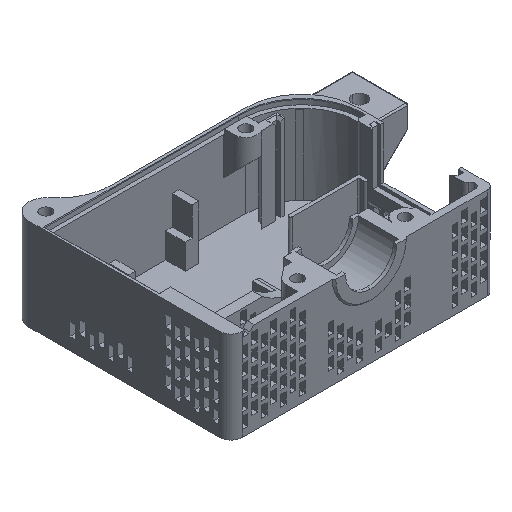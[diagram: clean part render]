
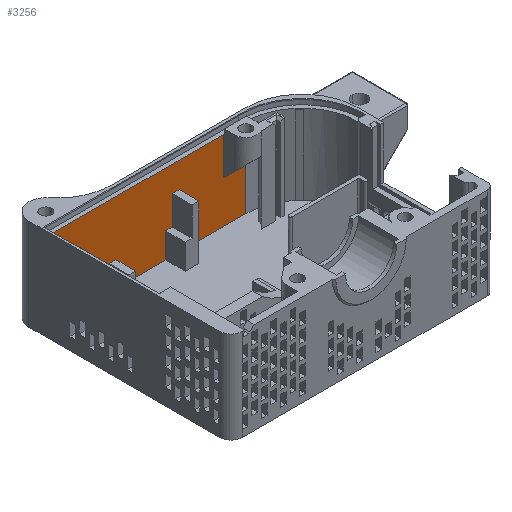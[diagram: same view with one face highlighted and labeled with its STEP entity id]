
A CAD part, isometric view. The second image highlights one B-rep face of the part: STEP entity #3256.
In plain terms, the highlighted planar face has unit normal (0, -1, 0).
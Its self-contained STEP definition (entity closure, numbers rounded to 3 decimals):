
#137 = VERTEX_POINT ( 'NONE', #5148 ) ;
#168 = EDGE_CURVE ( 'NONE', #16240, #6993, #24117, .T. ) ;
#729 = CARTESIAN_POINT ( 'NONE',  ( -26.7, 66., 0. ) ) ;
#754 = VECTOR ( 'NONE', #35051, 1000. ) ;
#799 = VERTEX_POINT ( 'NONE', #7384 ) ;
#1106 = CARTESIAN_POINT ( 'NONE',  ( -24.3, 66., -30.3 ) ) ;
#1398 = VECTOR ( 'NONE', #17142, 1000. ) ;
#1529 = LINE ( 'NONE', #20305, #22891 ) ;
#1599 = VERTEX_POINT ( 'NONE', #14669 ) ;
#1675 = ORIENTED_EDGE ( 'NONE', *, *, #14501, .F. ) ;
#1691 = VERTEX_POINT ( 'NONE', #29518 ) ;
#1818 = EDGE_CURVE ( 'NONE', #1691, #16984, #3663, .T. ) ;
#1872 = EDGE_CURVE ( 'NONE', #799, #33340, #33074, .T. ) ;
#2624 = VERTEX_POINT ( 'NONE', #2704 ) ;
#2704 = CARTESIAN_POINT ( 'NONE',  ( -4.15, 66., -21.35 ) ) ;
#2920 = ORIENTED_EDGE ( 'NONE', *, *, #4149, .T. ) ;
#3196 = FACE_OUTER_BOUND ( 'NONE', #28457, .T. ) ;
#3205 = EDGE_CURVE ( 'NONE', #137, #1691, #11520, .T. ) ;
#3256 = ADVANCED_FACE ( 'NONE', ( #3196 ), #22511, .F. ) ;
#3663 = LINE ( 'NONE', #19792, #11716 ) ;
#4149 = EDGE_CURVE ( 'NONE', #27727, #4876, #29949, .T. ) ;
#4280 = VECTOR ( 'NONE', #27815, 1000. ) ;
#4474 = CARTESIAN_POINT ( 'NONE',  ( 22., 66., -15.3 ) ) ;
#4876 = VERTEX_POINT ( 'NONE', #20169 ) ;
#5148 = CARTESIAN_POINT ( 'NONE',  ( -26.7, 66., -21.35 ) ) ;
#5226 = CARTESIAN_POINT ( 'NONE',  ( 0., 66., -30.3 ) ) ;
#5436 = LINE ( 'NONE', #19078, #33445 ) ;
#5833 = LINE ( 'NONE', #13972, #754 ) ;
#6055 = DIRECTION ( 'NONE',  ( 1., 0., 0. ) ) ;
#6143 = DIRECTION ( 'NONE',  ( 0., 0., -1. ) ) ;
#6408 = CARTESIAN_POINT ( 'NONE',  ( -46.85, 66., -1.9 ) ) ;
#6573 = VECTOR ( 'NONE', #18971, 1000. ) ;
#6751 = LINE ( 'NONE', #9570, #7077 ) ;
#6993 = VERTEX_POINT ( 'NONE', #26323 ) ;
#7077 = VECTOR ( 'NONE', #6055, 1000. ) ;
#7345 = LINE ( 'NONE', #23642, #19307 ) ;
#7384 = CARTESIAN_POINT ( 'NONE',  ( -1.75, 66., -11. ) ) ;
#7534 = LINE ( 'NONE', #5226, #10069 ) ;
#8040 = EDGE_CURVE ( 'NONE', #27727, #25337, #30086, .T. ) ;
#8555 = ORIENTED_EDGE ( 'NONE', *, *, #18827, .F. ) ;
#8797 = DIRECTION ( 'NONE',  ( 0., 0., -1. ) ) ;
#9570 = CARTESIAN_POINT ( 'NONE',  ( 0., 66., -1.9 ) ) ;
#9814 = ORIENTED_EDGE ( 'NONE', *, *, #23566, .F. ) ;
#10069 = VECTOR ( 'NONE', #10709, 1000. ) ;
#10265 = ORIENTED_EDGE ( 'NONE', *, *, #11133, .F. ) ;
#10709 = DIRECTION ( 'NONE',  ( -1., 0., 0. ) ) ;
#10807 = VECTOR ( 'NONE', #33150, 1000. ) ;
#11133 = EDGE_CURVE ( 'NONE', #24494, #2624, #16142, .T. ) ;
#11334 = DIRECTION ( 'NONE',  ( 0., 1., 0. ) ) ;
#11460 = LINE ( 'NONE', #22806, #1398 ) ;
#11477 = DIRECTION ( 'NONE',  ( 0., 0., 1. ) ) ;
#11520 = LINE ( 'NONE', #729, #4280 ) ;
#11716 = VECTOR ( 'NONE', #16784, 1000. ) ;
#11781 = ORIENTED_EDGE ( 'NONE', *, *, #24474, .T. ) ;
#11873 = LINE ( 'NONE', #31180, #33481 ) ;
#12181 = AXIS2_PLACEMENT_3D ( 'NONE', #19849, #11334, #30653 ) ;
#12311 = DIRECTION ( 'NONE',  ( -1., 0., 0. ) ) ;
#12554 = EDGE_CURVE ( 'NONE', #2624, #16240, #21719, .T. ) ;
#13496 = ORIENTED_EDGE ( 'NONE', *, *, #33412, .F. ) ;
#13554 = DIRECTION ( 'NONE',  ( -1., 0., 0. ) ) ;
#13912 = ORIENTED_EDGE ( 'NONE', *, *, #8040, .F. ) ;
#13972 = CARTESIAN_POINT ( 'NONE',  ( -44.45, 66., 0. ) ) ;
#14144 = CARTESIAN_POINT ( 'NONE',  ( -46.85, 66., 0. ) ) ;
#14185 = CARTESIAN_POINT ( 'NONE',  ( -44.45, 66., -30.3 ) ) ;
#14234 = ORIENTED_EDGE ( 'NONE', *, *, #1872, .T. ) ;
#14411 = CARTESIAN_POINT ( 'NONE',  ( 14., 66., -1.9 ) ) ;
#14501 = EDGE_CURVE ( 'NONE', #31240, #33340, #19693, .T. ) ;
#14573 = ORIENTED_EDGE ( 'NONE', *, *, #26542, .F. ) ;
#14669 = CARTESIAN_POINT ( 'NONE',  ( -24.3, 66., -21.35 ) ) ;
#16142 = LINE ( 'NONE', #18457, #34455 ) ;
#16240 = VERTEX_POINT ( 'NONE', #22955 ) ;
#16465 = VECTOR ( 'NONE', #19247, 1000. ) ;
#16784 = DIRECTION ( 'NONE',  ( -1., 0., 0. ) ) ;
#16955 = CARTESIAN_POINT ( 'NONE',  ( -1.75, 66., 0. ) ) ;
#16984 = VERTEX_POINT ( 'NONE', #14185 ) ;
#17142 = DIRECTION ( 'NONE',  ( 0., 0., 1. ) ) ;
#17660 = VERTEX_POINT ( 'NONE', #4474 ) ;
#18457 = CARTESIAN_POINT ( 'NONE',  ( -4.15, 66., 0. ) ) ;
#18827 = EDGE_CURVE ( 'NONE', #20111, #24281, #5436, .T. ) ;
#18971 = DIRECTION ( 'NONE',  ( 1., 0., 0. ) ) ;
#19078 = CARTESIAN_POINT ( 'NONE',  ( 14., 66., 0. ) ) ;
#19247 = DIRECTION ( 'NONE',  ( 1., 0., 0. ) ) ;
#19307 = VECTOR ( 'NONE', #28615, 1000. ) ;
#19693 = LINE ( 'NONE', #30491, #10807 ) ;
#19792 = CARTESIAN_POINT ( 'NONE',  ( 0., 66., -30.3 ) ) ;
#19849 = CARTESIAN_POINT ( 'NONE',  ( 0., 66., 0. ) ) ;
#20111 = VERTEX_POINT ( 'NONE', #14411 ) ;
#20133 = CARTESIAN_POINT ( 'NONE',  ( -4.15, 66., -11. ) ) ;
#20169 = CARTESIAN_POINT ( 'NONE',  ( -44.45, 66., -21.35 ) ) ;
#20305 = CARTESIAN_POINT ( 'NONE',  ( 0., 66., -15.3 ) ) ;
#20582 = EDGE_CURVE ( 'NONE', #17660, #31240, #11873, .T. ) ;
#20739 = VECTOR ( 'NONE', #13554, 1000. ) ;
#21161 = ORIENTED_EDGE ( 'NONE', *, *, #1818, .F. ) ;
#21184 = CARTESIAN_POINT ( 'NONE',  ( -46.85, 66., -21.35 ) ) ;
#21719 = LINE ( 'NONE', #27021, #20739 ) ;
#21906 = LINE ( 'NONE', #32707, #16465 ) ;
#22511 = PLANE ( 'NONE',  #12181 ) ;
#22692 = DIRECTION ( 'NONE',  ( 0., 0., -1. ) ) ;
#22806 = CARTESIAN_POINT ( 'NONE',  ( -24.3, 66., 0. ) ) ;
#22834 = CARTESIAN_POINT ( 'NONE',  ( 22., 66., -30.3 ) ) ;
#22891 = VECTOR ( 'NONE', #12311, 1000. ) ;
#22955 = CARTESIAN_POINT ( 'NONE',  ( -6.55, 66., -21.35 ) ) ;
#23374 = EDGE_CURVE ( 'NONE', #24494, #799, #21906, .T. ) ;
#23566 = EDGE_CURVE ( 'NONE', #1599, #137, #7345, .T. ) ;
#23642 = CARTESIAN_POINT ( 'NONE',  ( 0., 66., -21.35 ) ) ;
#24117 = LINE ( 'NONE', #26941, #29986 ) ;
#24187 = ORIENTED_EDGE ( 'NONE', *, *, #25332, .F. ) ;
#24281 = VERTEX_POINT ( 'NONE', #30244 ) ;
#24474 = EDGE_CURVE ( 'NONE', #17660, #24281, #1529, .T. ) ;
#24494 = VERTEX_POINT ( 'NONE', #20133 ) ;
#25332 = EDGE_CURVE ( 'NONE', #25337, #20111, #6751, .T. ) ;
#25337 = VERTEX_POINT ( 'NONE', #6408 ) ;
#26323 = CARTESIAN_POINT ( 'NONE',  ( -6.55, 66., -30.3 ) ) ;
#26542 = EDGE_CURVE ( 'NONE', #34063, #1599, #11460, .T. ) ;
#26726 = VECTOR ( 'NONE', #11477, 1000. ) ;
#26941 = CARTESIAN_POINT ( 'NONE',  ( -6.55, 66., 0. ) ) ;
#27021 = CARTESIAN_POINT ( 'NONE',  ( 0., 66., -21.35 ) ) ;
#27164 = ORIENTED_EDGE ( 'NONE', *, *, #23374, .T. ) ;
#27727 = VERTEX_POINT ( 'NONE', #21184 ) ;
#27815 = DIRECTION ( 'NONE',  ( 0., 0., -1. ) ) ;
#28457 = EDGE_LOOP ( 'NONE', ( #24187, #13912, #2920, #31243, #21161, #32996, #9814, #14573, #13496, #34238, #34576, #10265, #27164, #14234, #1675, #29443, #11781, #8555 ) ) ;
#28615 = DIRECTION ( 'NONE',  ( -1., 0., 0. ) ) ;
#29312 = CARTESIAN_POINT ( 'NONE',  ( -1.75, 66., -30.3 ) ) ;
#29413 = CARTESIAN_POINT ( 'NONE',  ( 0., 66., -21.35 ) ) ;
#29443 = ORIENTED_EDGE ( 'NONE', *, *, #20582, .F. ) ;
#29518 = CARTESIAN_POINT ( 'NONE',  ( -26.7, 66., -30.3 ) ) ;
#29949 = LINE ( 'NONE', #29413, #6573 ) ;
#29986 = VECTOR ( 'NONE', #34913, 1000. ) ;
#30086 = LINE ( 'NONE', #14144, #26726 ) ;
#30244 = CARTESIAN_POINT ( 'NONE',  ( 14., 66., -15.3 ) ) ;
#30491 = CARTESIAN_POINT ( 'NONE',  ( 0., 66., -30.3 ) ) ;
#30653 = DIRECTION ( 'NONE',  ( 0., 0., -1. ) ) ;
#30963 = VECTOR ( 'NONE', #8797, 1000. ) ;
#31172 = EDGE_CURVE ( 'NONE', #4876, #16984, #5833, .T. ) ;
#31180 = CARTESIAN_POINT ( 'NONE',  ( 22., 66., -15.3 ) ) ;
#31240 = VERTEX_POINT ( 'NONE', #22834 ) ;
#31243 = ORIENTED_EDGE ( 'NONE', *, *, #31172, .T. ) ;
#31750 = DIRECTION ( 'NONE',  ( 0., 0., -1. ) ) ;
#32707 = CARTESIAN_POINT ( 'NONE',  ( 0., 66., -11. ) ) ;
#32996 = ORIENTED_EDGE ( 'NONE', *, *, #3205, .F. ) ;
#33074 = LINE ( 'NONE', #16955, #30963 ) ;
#33150 = DIRECTION ( 'NONE',  ( -1., 0., 0. ) ) ;
#33340 = VERTEX_POINT ( 'NONE', #29312 ) ;
#33412 = EDGE_CURVE ( 'NONE', #6993, #34063, #7534, .T. ) ;
#33445 = VECTOR ( 'NONE', #6143, 1000. ) ;
#33481 = VECTOR ( 'NONE', #22692, 1000. ) ;
#34063 = VERTEX_POINT ( 'NONE', #1106 ) ;
#34238 = ORIENTED_EDGE ( 'NONE', *, *, #168, .F. ) ;
#34455 = VECTOR ( 'NONE', #31750, 1000. ) ;
#34576 = ORIENTED_EDGE ( 'NONE', *, *, #12554, .F. ) ;
#34913 = DIRECTION ( 'NONE',  ( 0., 0., -1. ) ) ;
#35051 = DIRECTION ( 'NONE',  ( 0., 0., -1. ) ) ;
